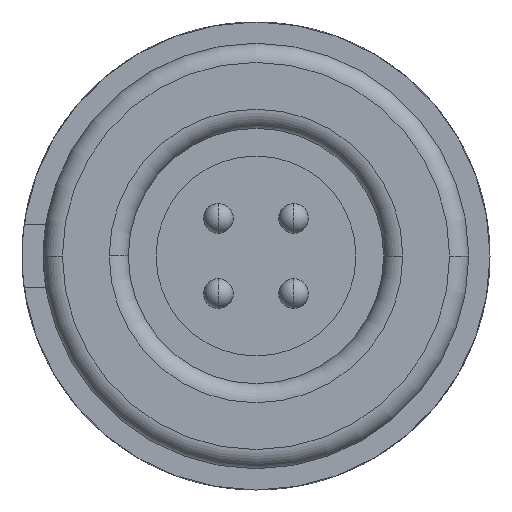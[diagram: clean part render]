
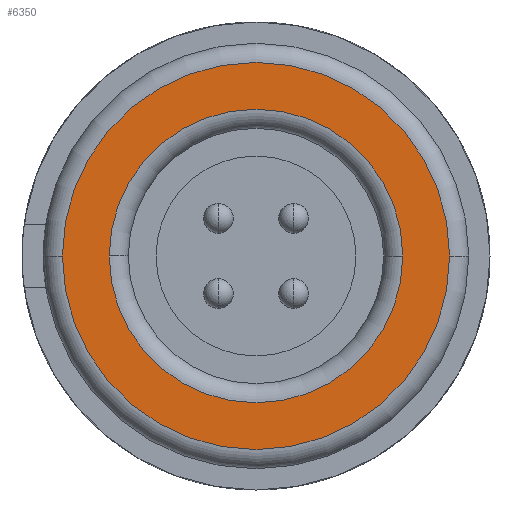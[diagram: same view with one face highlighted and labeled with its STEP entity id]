
A CAD part, left-side view. The second image highlights one B-rep face of the part: STEP entity #6350.
In plain terms, the highlighted planar face has unit normal (-1, 0, 0).
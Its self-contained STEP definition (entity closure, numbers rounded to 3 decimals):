
#2869=CARTESIAN_POINT('',(-11.4,0.,0.));
#2870=DIRECTION('',(-1.,0.,0.));
#2871=DIRECTION('',(0.,-1.,0.));
#2872=AXIS2_PLACEMENT_3D('',#2869,#2870,#2871);
#2874=CARTESIAN_POINT('',(-11.4,0.,0.));
#2875=DIRECTION('',(-1.,0.,0.));
#2876=DIRECTION('',(0.,1.,0.));
#2877=AXIS2_PLACEMENT_3D('',#2874,#2875,#2876);
#2879=CARTESIAN_POINT('',(-11.4,0.,0.));
#2880=DIRECTION('',(-1.,0.,0.));
#2881=DIRECTION('',(0.,-1.,0.));
#2882=AXIS2_PLACEMENT_3D('',#2879,#2880,#2881);
#2884=CARTESIAN_POINT('',(-11.4,0.,0.));
#2885=DIRECTION('',(-1.,0.,0.));
#2886=DIRECTION('',(0.,1.,0.));
#2887=AXIS2_PLACEMENT_3D('',#2884,#2885,#2886);
#3897=CARTESIAN_POINT('',(-11.4,-4.55,0.));
#3898=CARTESIAN_POINT('',(-11.4,4.55,0.));
#3899=VERTEX_POINT('',#3897);
#3900=VERTEX_POINT('',#3898);
#3932=CARTESIAN_POINT('',(-11.4,3.45,0.));
#3934=VERTEX_POINT('',#3932);
#3936=CARTESIAN_POINT('',(-11.4,-3.45,0.));
#3938=VERTEX_POINT('',#3936);
#6335=CARTESIAN_POINT('',(-11.4,0.,0.));
#6336=DIRECTION('',(1.,0.,0.));
#6337=DIRECTION('',(0.,-1.,0.));
#6338=AXIS2_PLACEMENT_3D('',#6335,#6336,#6337);
#6339=PLANE('',#6338);
#6341=ORIENTED_EDGE('',*,*,#6340,.F.);
#6343=ORIENTED_EDGE('',*,*,#6342,.F.);
#6344=EDGE_LOOP('',(#6341,#6343));
#6345=FACE_OUTER_BOUND('',#6344,.F.);
#6346=ORIENTED_EDGE('',*,*,#6314,.T.);
#6347=ORIENTED_EDGE('',*,*,#6330,.T.);
#6348=EDGE_LOOP('',(#6346,#6347));
#6349=FACE_BOUND('',#6348,.F.);
#6350=ADVANCED_FACE('',(#6345,#6349),#6339,.F.);
#2873=CIRCLE('',#2872,4.55);
#2878=CIRCLE('',#2877,4.55);
#2883=CIRCLE('',#2882,3.45);
#2888=CIRCLE('',#2887,3.45);
#6314=EDGE_CURVE('',#3938,#3934,#2883,.T.);
#6330=EDGE_CURVE('',#3934,#3938,#2888,.T.);
#6340=EDGE_CURVE('',#3899,#3900,#2873,.T.);
#6342=EDGE_CURVE('',#3900,#3899,#2878,.T.);
